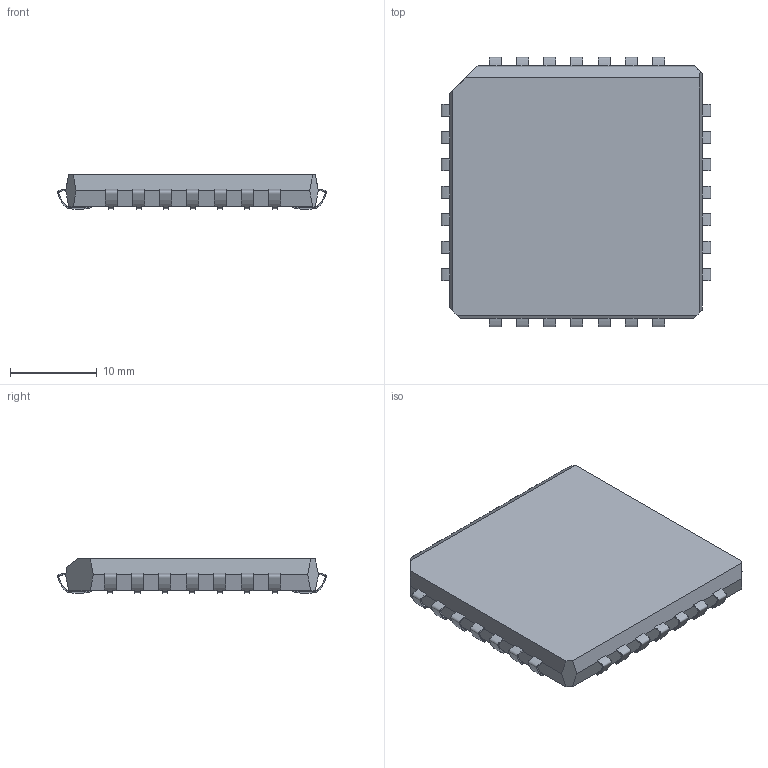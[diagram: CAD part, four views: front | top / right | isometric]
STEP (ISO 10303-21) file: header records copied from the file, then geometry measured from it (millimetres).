
FILE_DESCRIPTION(/* description */ ('Unknown'),/* implementation_level */ '2;1');
FILE_NAME(/* name */ 'ATF1508AS-7JX84',/* time_stamp */ '2023-02-07T09:13:26+02:00',/* author */ ('Unknown'),/* organization */ ('Unknown'),/* preprocessor_version */ 'ST-DEVELOPER v18.102',/* originating_system */ 'Solid Edge',/* authorisation */ 'Unknown');
FILE_SCHEMA (('AUTOMOTIVE_DESIGN {1 0 10303 214 3 1 1}'));
Length unit declared in the file: millimetre
Products named in the file (1): ATF1508AS-7JX84
Bounding box: 31.09 x 31.09 x 3.98 mm (x, y, z)
Volume: 2907.3 mm3; surface area: 2475.9 mm2
Topology: 1 solids, 1 shells, 384 faces, 1227 edges, 874 vertices
Faces by surface type: plane 328, bspline 56
Entity records: 25546 total; most frequent: CARTESIAN_POINT 12727, ORIENTED_EDGE 2454, DIRECTION 1528, EDGE_CURVE 1227, VERTEX_POINT 874, LINE 870, VECTOR 870, EDGE_LOOP 413
